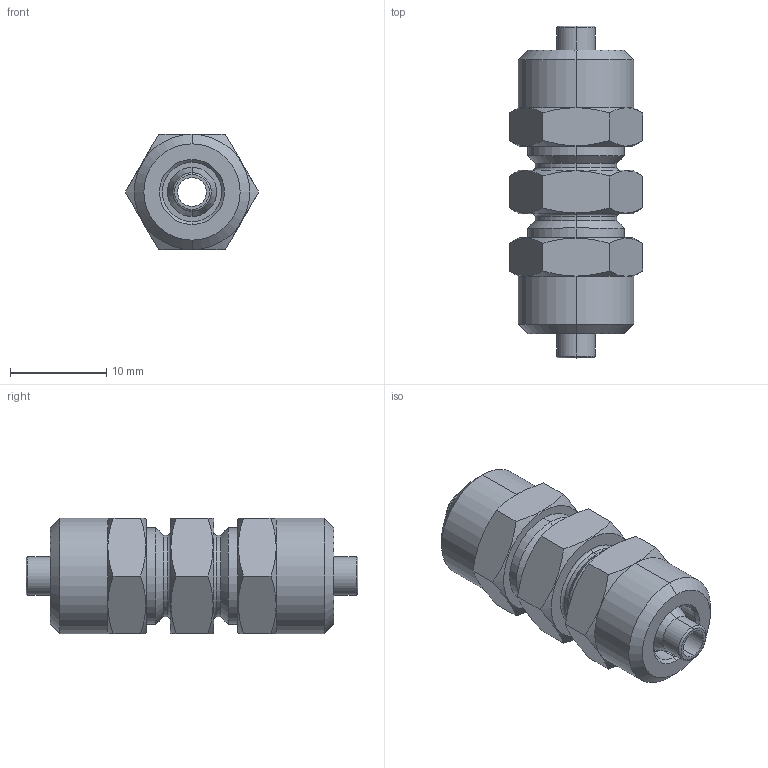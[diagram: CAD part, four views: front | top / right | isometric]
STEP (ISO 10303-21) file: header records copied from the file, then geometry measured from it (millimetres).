
FILE_DESCRIPTION(( 'MC.14.06.00.STEP' ), '1');
FILE_NAME( 'MC.14.06.00.STEP', '2018-11-12T10:51:58',( 'Sopra'),('sopra-pneumatic.com'), 'SwSTEP 2.0','SolidWorks 2009','' );
FILE_SCHEMA (( 'CONFIG_CONTROL_DESIGN' ));
Length unit declared in the file: millimetre
Products named in the file (1): 02040030
Bounding box: 13.86 x 34.5 x 12 mm (x, y, z)
Volume: 2974 mm3; surface area: 2020.7 mm2
Topology: 1 solids, 1 shells, 98 faces, 216 edges, 128 vertices
Faces by surface type: cone 36, plane 28, cylinder 26, torus 8
Entity records: 2981 total; most frequent: CARTESIAN_POINT 787, DIRECTION 450, ORIENTED_EDGE 432, EDGE_CURVE 216, AXIS2_PLACEMENT_3D 191, VERTEX_POINT 128, EDGE_LOOP 108, ADVANCED_FACE 98
